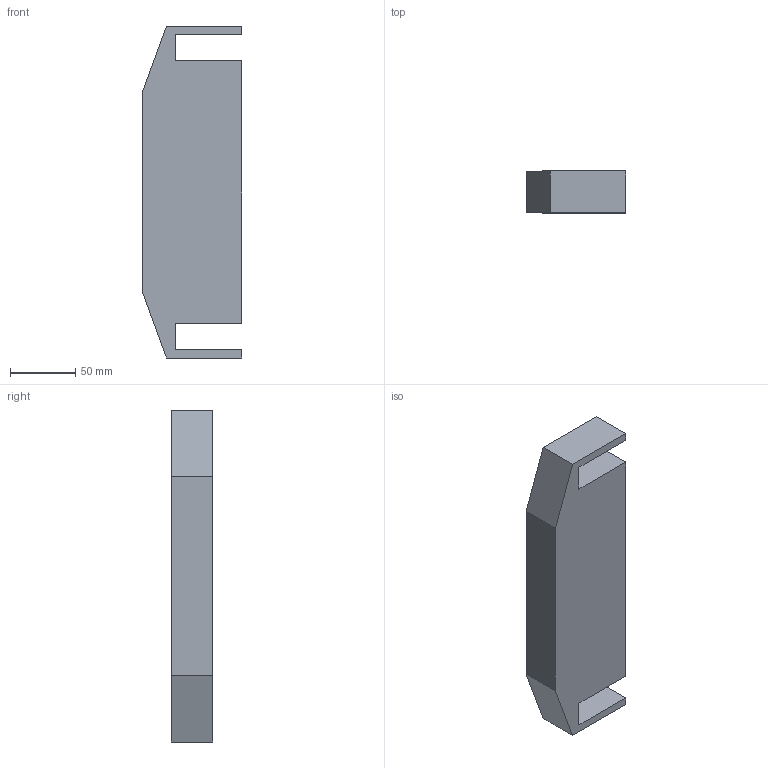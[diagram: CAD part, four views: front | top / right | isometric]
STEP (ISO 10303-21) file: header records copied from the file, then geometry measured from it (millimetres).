
FILE_DESCRIPTION(/* description */ (''),/* implementation_level */ '2;1');
FILE_NAME(/* name */ 'BodyV1.ipt.step',/* time_stamp */ '2024-02-27T11:30:01-06:00',/* author */ ('smz3rm'),/* organization */ (''),/* preprocessor_version */ 'ST-DEVELOPER v18',/* originating_system */ 'Autodesk Inventor 2020',/* authorisation */ '');
FILE_SCHEMA (('AUTOMOTIVE_DESIGN { 1 0 10303 214 3 1 1 }'));
Length unit declared in the file: inch
Products named in the file (1): BodyV1
Bounding box: 76.2 x 31.75 x 254 mm (x, y, z)
Volume: 216921.5 mm3; surface area: 73021.9 mm2
Topology: 1 solids, 1 shells, 25 faces, 66 edges, 44 vertices
Faces by surface type: plane 25
Entity records: 803 total; most frequent: CARTESIAN_POINT 136, ORIENTED_EDGE 132, DIRECTION 118, LINE 66, VECTOR 66, EDGE_CURVE 66, VERTEX_POINT 44, EDGE_LOOP 26
